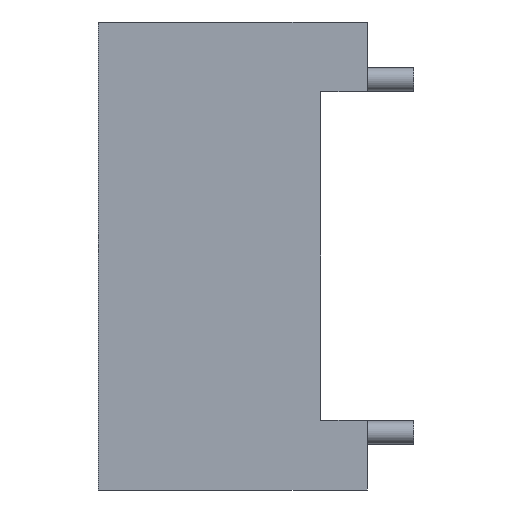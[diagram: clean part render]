
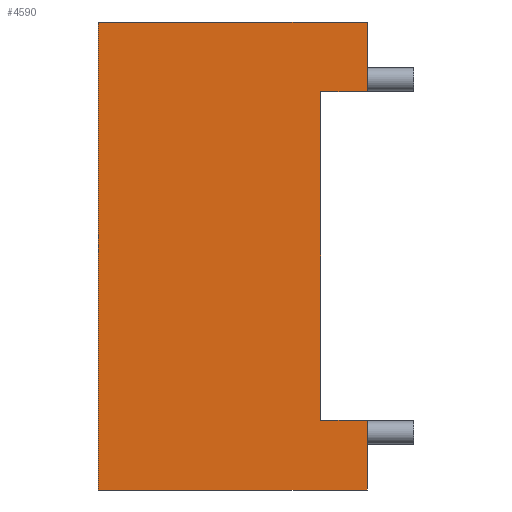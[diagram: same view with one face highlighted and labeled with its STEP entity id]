
A CAD part, left-side view. The second image highlights one B-rep face of the part: STEP entity #4590.
In plain terms, the highlighted planar face has unit normal (-1, 0, 0).
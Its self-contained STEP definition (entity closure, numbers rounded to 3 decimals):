
#198 = VERTEX_POINT ( 'NONE', #2336 ) ;
#540 = CARTESIAN_POINT ( 'NONE',  ( -16.1, 5.8, 5.05 ) ) ;
#735 = VECTOR ( 'NONE', #1371, 1000. ) ;
#881 = CARTESIAN_POINT ( 'NONE',  ( -16.1, 1., -3.55 ) ) ;
#971 = CARTESIAN_POINT ( 'NONE',  ( -16.1, 1., 3.55 ) ) ;
#1024 = DIRECTION ( 'NONE',  ( 0., 0., -1. ) ) ;
#1152 = CARTESIAN_POINT ( 'NONE',  ( -16.1, 0., -5.05 ) ) ;
#1162 = VECTOR ( 'NONE', #7272, 1000. ) ;
#1371 = DIRECTION ( 'NONE',  ( 0., -1., 0. ) ) ;
#1415 = ORIENTED_EDGE ( 'NONE', *, *, #8735, .F. ) ;
#1706 = CARTESIAN_POINT ( 'NONE',  ( -16.1, 5.8, -5.05 ) ) ;
#1760 = VECTOR ( 'NONE', #1802, 1000. ) ;
#1802 = DIRECTION ( 'NONE',  ( 0., -1., 0. ) ) ;
#1882 = EDGE_LOOP ( 'NONE', ( #1415, #4368, #3498, #3425, #4602, #7283, #8940, #7422 ) ) ;
#2123 = CARTESIAN_POINT ( 'NONE',  ( -16.1, 0., -3.55 ) ) ;
#2336 = CARTESIAN_POINT ( 'NONE',  ( -16.1, 0., 3.55 ) ) ;
#2394 = DIRECTION ( 'NONE',  ( 0., 0., -1. ) ) ;
#2447 = CARTESIAN_POINT ( 'NONE',  ( -16.1, 1., -3.55 ) ) ;
#2531 = PLANE ( 'NONE',  #4217 ) ;
#2574 = LINE ( 'NONE', #4177, #735 ) ;
#2738 = EDGE_CURVE ( 'NONE', #3695, #5451, #5568, .T. ) ;
#2776 = VECTOR ( 'NONE', #5184, 1000. ) ;
#3115 = DIRECTION ( 'NONE',  ( 0., -1., 0. ) ) ;
#3425 = ORIENTED_EDGE ( 'NONE', *, *, #2738, .F. ) ;
#3498 = ORIENTED_EDGE ( 'NONE', *, *, #6313, .T. ) ;
#3695 = VERTEX_POINT ( 'NONE', #5333 ) ;
#3835 = LINE ( 'NONE', #7284, #1760 ) ;
#3955 = VERTEX_POINT ( 'NONE', #1152 ) ;
#4177 = CARTESIAN_POINT ( 'NONE',  ( -16.1, 1., -3.55 ) ) ;
#4217 = AXIS2_PLACEMENT_3D ( 'NONE', #5989, #5844, #2394 ) ;
#4368 = ORIENTED_EDGE ( 'NONE', *, *, #5345, .T. ) ;
#4369 = LINE ( 'NONE', #5998, #1162 ) ;
#4437 = VERTEX_POINT ( 'NONE', #5631 ) ;
#4555 = VERTEX_POINT ( 'NONE', #881 ) ;
#4585 = LINE ( 'NONE', #971, #8534 ) ;
#4590 = ADVANCED_FACE ( 'NONE', ( #5885 ), #2531, .F. ) ;
#4602 = ORIENTED_EDGE ( 'NONE', *, *, #6593, .F. ) ;
#4914 = VERTEX_POINT ( 'NONE', #2123 ) ;
#5114 = VERTEX_POINT ( 'NONE', #6177 ) ;
#5184 = DIRECTION ( 'NONE',  ( 0., 0., 1. ) ) ;
#5333 = CARTESIAN_POINT ( 'NONE',  ( -16.1, 5.8, 5.05 ) ) ;
#5345 = EDGE_CURVE ( 'NONE', #4437, #198, #4585, .T. ) ;
#5371 = DIRECTION ( 'NONE',  ( 0., -1., 0. ) ) ;
#5451 = VERTEX_POINT ( 'NONE', #6022 ) ;
#5568 = LINE ( 'NONE', #540, #8771 ) ;
#5631 = CARTESIAN_POINT ( 'NONE',  ( -16.1, 1., 3.55 ) ) ;
#5844 = DIRECTION ( 'NONE',  ( 1., 0., 0. ) ) ;
#5885 = FACE_OUTER_BOUND ( 'NONE', #1882, .T. ) ;
#5943 = LINE ( 'NONE', #2447, #8948 ) ;
#5989 = CARTESIAN_POINT ( 'NONE',  ( -16.1, 5.8, -5.05 ) ) ;
#5998 = CARTESIAN_POINT ( 'NONE',  ( -16.1, 0., -5.05 ) ) ;
#6022 = CARTESIAN_POINT ( 'NONE',  ( -16.1, 0., 5.05 ) ) ;
#6177 = CARTESIAN_POINT ( 'NONE',  ( -16.1, 5.8, -5.05 ) ) ;
#6313 = EDGE_CURVE ( 'NONE', #198, #5451, #7991, .T. ) ;
#6592 = EDGE_CURVE ( 'NONE', #5114, #3955, #3835, .T. ) ;
#6593 = EDGE_CURVE ( 'NONE', #5114, #3695, #6604, .T. ) ;
#6604 = LINE ( 'NONE', #1706, #7638 ) ;
#6841 = EDGE_CURVE ( 'NONE', #3955, #4914, #4369, .T. ) ;
#7272 = DIRECTION ( 'NONE',  ( 0., 0., 1. ) ) ;
#7283 = ORIENTED_EDGE ( 'NONE', *, *, #6592, .T. ) ;
#7284 = CARTESIAN_POINT ( 'NONE',  ( -16.1, 5.8, -5.05 ) ) ;
#7422 = ORIENTED_EDGE ( 'NONE', *, *, #8076, .F. ) ;
#7638 = VECTOR ( 'NONE', #8027, 1000. ) ;
#7991 = LINE ( 'NONE', #8896, #2776 ) ;
#8027 = DIRECTION ( 'NONE',  ( 0., 0., 1. ) ) ;
#8076 = EDGE_CURVE ( 'NONE', #4555, #4914, #2574, .T. ) ;
#8534 = VECTOR ( 'NONE', #3115, 1000. ) ;
#8735 = EDGE_CURVE ( 'NONE', #4437, #4555, #5943, .T. ) ;
#8771 = VECTOR ( 'NONE', #5371, 1000. ) ;
#8896 = CARTESIAN_POINT ( 'NONE',  ( -16.1, 0., -5.05 ) ) ;
#8940 = ORIENTED_EDGE ( 'NONE', *, *, #6841, .T. ) ;
#8948 = VECTOR ( 'NONE', #1024, 1000. ) ;
